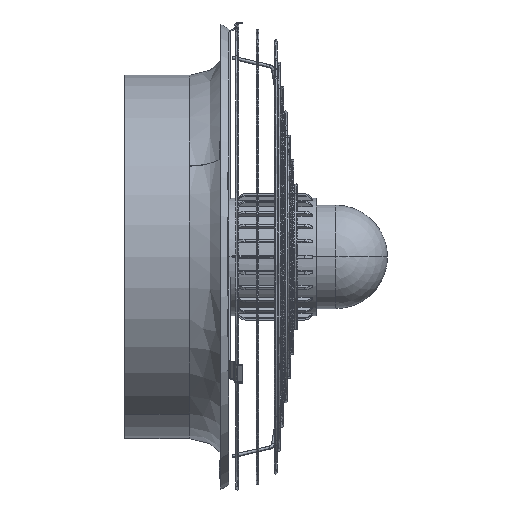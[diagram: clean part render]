
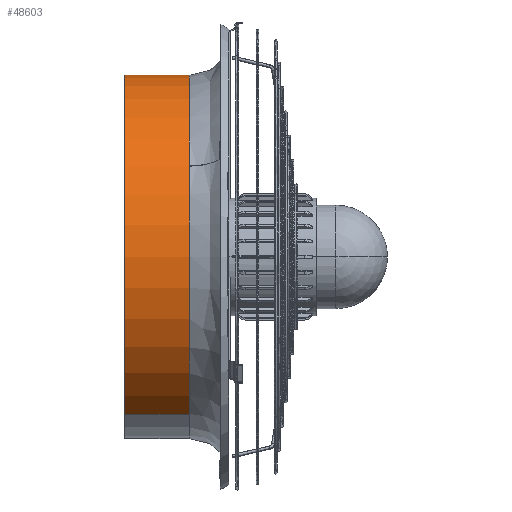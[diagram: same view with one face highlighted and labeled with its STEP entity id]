
A CAD part, top view. The second image highlights one B-rep face of the part: STEP entity #48603.
In plain terms, the highlighted cylindrical face has radius 207 mm (diameter 414 mm), a partial arc.
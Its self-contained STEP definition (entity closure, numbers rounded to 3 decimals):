
#1065 = DIRECTION ( 'NONE',  ( -1., 0., 0. ) ) ;
#1841 = CARTESIAN_POINT ( 'NONE',  ( 388.604, -320.095, -103.5 ) ) ;
#2498 = CARTESIAN_POINT ( 'NONE',  ( 425.604, -320.095, -103.5 ) ) ;
#2684 = CIRCLE ( 'NONE', #4651, 207. ) ;
#4651 = AXIS2_PLACEMENT_3D ( 'NONE', #55991, #4960, #26083 ) ;
#4661 = CIRCLE ( 'NONE', #54928, 207. ) ;
#4960 = DIRECTION ( 'NONE',  ( 1., 0., 0. ) ) ;
#5015 = CARTESIAN_POINT ( 'NONE',  ( 425.604, -678.63, 103.5 ) ) ;
#5740 = CIRCLE ( 'NONE', #14818, 207. ) ;
#6147 = LINE ( 'NONE', #5015, #45385 ) ;
#9349 = DIRECTION ( 'NONE',  ( -1., 0., 0. ) ) ;
#9590 = ORIENTED_EDGE ( 'NONE', *, *, #48161, .F. ) ;
#10321 = DIRECTION ( 'NONE',  ( 0., -0.866, 0.5 ) ) ;
#14818 = AXIS2_PLACEMENT_3D ( 'NONE', #52084, #34847, #39237 ) ;
#15836 = VERTEX_POINT ( 'NONE', #1841 ) ;
#17732 = DIRECTION ( 'NONE',  ( -1., 0., 0. ) ) ;
#18977 = VERTEX_POINT ( 'NONE', #38663 ) ;
#19383 = VERTEX_POINT ( 'NONE', #35176 ) ;
#20192 = FACE_OUTER_BOUND ( 'NONE', #40781, .T. ) ;
#24523 = LINE ( 'NONE', #2498, #27907 ) ;
#25881 = CARTESIAN_POINT ( 'NONE',  ( 425.604, -499.362, 0. ) ) ;
#26083 = DIRECTION ( 'NONE',  ( 0., -0.866, 0.5 ) ) ;
#27907 = VECTOR ( 'NONE', #50135, 1000. ) ;
#29007 = CYLINDRICAL_SURFACE ( 'NONE', #55158, 207. ) ;
#30271 = ORIENTED_EDGE ( 'NONE', *, *, #40193, .T. ) ;
#31254 = CARTESIAN_POINT ( 'NONE',  ( 462.604, -320.095, -103.5 ) ) ;
#31458 = ORIENTED_EDGE ( 'NONE', *, *, #44067, .T. ) ;
#34013 = EDGE_CURVE ( 'NONE', #53723, #15836, #24523, .T. ) ;
#34154 = ORIENTED_EDGE ( 'NONE', *, *, #46805, .T. ) ;
#34847 = DIRECTION ( 'NONE',  ( -1., 0., 0. ) ) ;
#35176 = CARTESIAN_POINT ( 'NONE',  ( 462.604, -678.63, 103.5 ) ) ;
#36130 = ORIENTED_EDGE ( 'NONE', *, *, #34013, .T. ) ;
#38663 = CARTESIAN_POINT ( 'NONE',  ( 388.604, -678.63, 103.5 ) ) ;
#39237 = DIRECTION ( 'NONE',  ( 0., -0.866, 0.5 ) ) ;
#40193 = EDGE_CURVE ( 'NONE', #15836, #18977, #2684, .T. ) ;
#40781 = EDGE_LOOP ( 'NONE', ( #31458, #34154, #36130, #30271, #9590 ) ) ;
#44067 = EDGE_CURVE ( 'NONE', #19383, #53404, #4661, .T. ) ;
#45385 = VECTOR ( 'NONE', #9349, 1000. ) ;
#46805 = EDGE_CURVE ( 'NONE', #53404, #53723, #5740, .T. ) ;
#47255 = DIRECTION ( 'NONE',  ( 0., -0.866, 0.5 ) ) ;
#48161 = EDGE_CURVE ( 'NONE', #19383, #18977, #6147, .T. ) ;
#48603 = ADVANCED_FACE ( 'NONE', ( #20192 ), #29007, .T. ) ;
#48859 = CARTESIAN_POINT ( 'NONE',  ( 462.604, -499.362, 0. ) ) ;
#50135 = DIRECTION ( 'NONE',  ( -1., 0., 0. ) ) ;
#52084 = CARTESIAN_POINT ( 'NONE',  ( 462.604, -499.362, 0. ) ) ;
#52621 = CARTESIAN_POINT ( 'NONE',  ( 462.604, -395.862, 179.267 ) ) ;
#53404 = VERTEX_POINT ( 'NONE', #52621 ) ;
#53723 = VERTEX_POINT ( 'NONE', #31254 ) ;
#54928 = AXIS2_PLACEMENT_3D ( 'NONE', #48859, #1065, #10321 ) ;
#55158 = AXIS2_PLACEMENT_3D ( 'NONE', #25881, #17732, #47255 ) ;
#55991 = CARTESIAN_POINT ( 'NONE',  ( 388.604, -499.362, 0. ) ) ;
